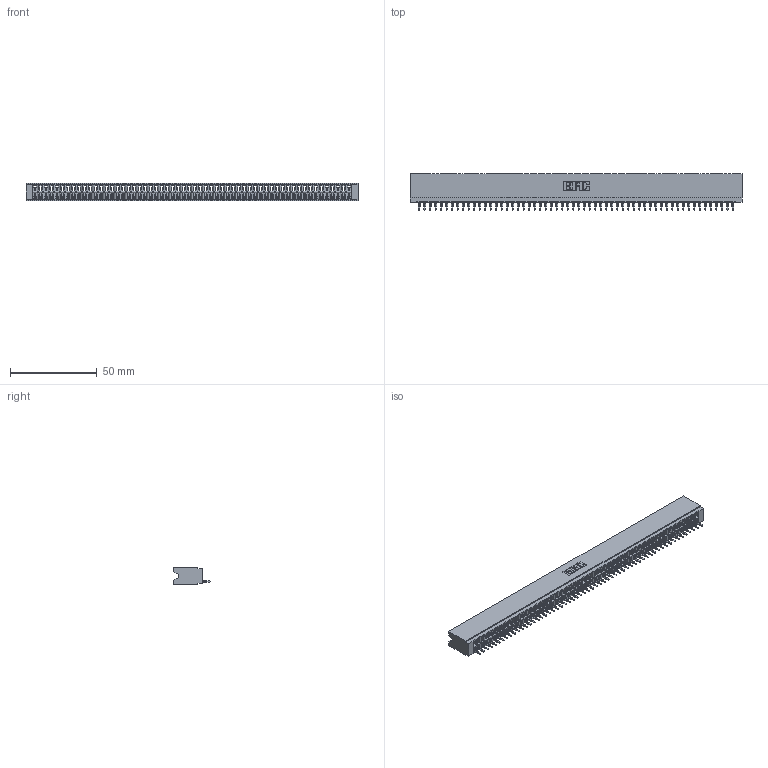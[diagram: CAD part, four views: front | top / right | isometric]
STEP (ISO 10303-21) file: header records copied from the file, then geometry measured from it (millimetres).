
FILE_DESCRIPTION (( 'STEP AP203' ), '1' );
FILE_NAME ('746-058-525-106.STEP', '2026-03-04T23:13:53', ( '' ), ( '' ), 'SwSTEP 2.0', 'SolidWorks 2023', '' );
FILE_SCHEMA (( 'CONFIG_CONTROL_DESIGN' ));
Products named in the file (3): 746-058-525-106; 746-292-001_525; 746 Part_.515 Slot Depth - 06
Assembly tree (59 placements, depth 2):
  746-058-525-106
    746 Part_.515 Slot Depth - 06
    746-292-001_525  x58
Bounding box: 191.39 x 20.82 x 9.91 mm (x, y, z)
Volume: 19784.1 mm3; surface area: 29351.6 mm2
Topology: 59 solids, 59 shells, 6362 faces, 18071 edges, 11601 vertices
Faces by surface type: plane 3710, bspline 1160, cylinder 1144, torus 348
Entity records: 85405 total; most frequent: CARTESIAN_POINT 17150, ORIENTED_EDGE 15052, DIRECTION 12424, EDGE_CURVE 7526, VECTOR 6762, LINE 6762, VERTEX_POINT 4989, AXIS2_PLACEMENT_3D 2831
